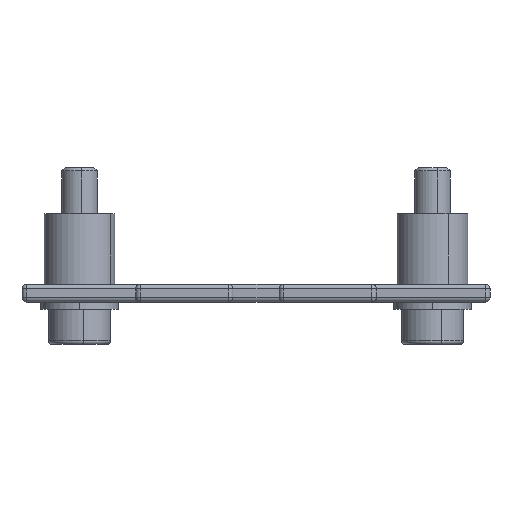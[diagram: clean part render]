
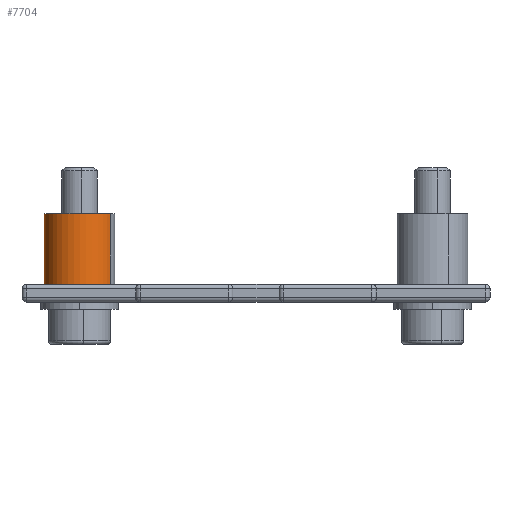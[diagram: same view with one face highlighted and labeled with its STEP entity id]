
A CAD part, front view. The second image highlights one B-rep face of the part: STEP entity #7704.
In plain terms, the highlighted cylindrical face has radius 4 mm (diameter 8 mm), a partial arc.
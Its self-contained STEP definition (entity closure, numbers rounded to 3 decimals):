
#357 = DIRECTION ( 'NONE',  ( 0., 1., 0. ) ) ;
#634 = AXIS2_PLACEMENT_3D ( 'NONE', #7832, #842, #8549 ) ;
#739 = EDGE_CURVE ( 'NONE', #3791, #5656, #8127, .T. ) ;
#842 = DIRECTION ( 'NONE',  ( 0., 1., 0. ) ) ;
#1342 = DIRECTION ( 'NONE',  ( 0., 1., 0. ) ) ;
#1898 = CARTESIAN_POINT ( 'NONE',  ( 0., 0., 0. ) ) ;
#3455 = DIRECTION ( 'NONE',  ( 0., 0., 1. ) ) ;
#3628 = ORIENTED_EDGE ( 'NONE', *, *, #5256, .T. ) ;
#3791 = VERTEX_POINT ( 'NONE', #5057 ) ;
#3943 = EDGE_CURVE ( 'NONE', #3791, #9631, #9931, .T. ) ;
#4346 = ORIENTED_EDGE ( 'NONE', *, *, #739, .T. ) ;
#4368 = DIRECTION ( 'NONE',  ( 0., 1., 0. ) ) ;
#4389 = ORIENTED_EDGE ( 'NONE', *, *, #3943, .F. ) ;
#4494 = CARTESIAN_POINT ( 'NONE',  ( 0., -8., 4. ) ) ;
#5057 = CARTESIAN_POINT ( 'NONE',  ( 0., -8., 4. ) ) ;
#5146 = EDGE_CURVE ( 'NONE', #9631, #10020, #6695, .T. ) ;
#5256 = EDGE_CURVE ( 'NONE', #5656, #10020, #6064, .T. ) ;
#5382 = EDGE_LOOP ( 'NONE', ( #4346, #3628, #8281, #4389 ) ) ;
#5656 = VERTEX_POINT ( 'NONE', #9745 ) ;
#5769 = DIRECTION ( 'NONE',  ( 0., 0., 1. ) ) ;
#5871 = VECTOR ( 'NONE', #4368, 1000. ) ;
#6064 = LINE ( 'NONE', #8208, #5871 ) ;
#6695 = CIRCLE ( 'NONE', #7336, 4. ) ;
#6732 = VECTOR ( 'NONE', #1342, 1000. ) ;
#7336 = AXIS2_PLACEMENT_3D ( 'NONE', #1898, #357, #3455 ) ;
#7704 = ADVANCED_FACE ( 'NONE', ( #8339 ), #9828, .T. ) ;
#7832 = CARTESIAN_POINT ( 'NONE',  ( 0., -8., 0. ) ) ;
#8127 = CIRCLE ( 'NONE', #634, 4. ) ;
#8208 = CARTESIAN_POINT ( 'NONE',  ( 0., -8., -4. ) ) ;
#8277 = CARTESIAN_POINT ( 'NONE',  ( 0., 0., 4. ) ) ;
#8281 = ORIENTED_EDGE ( 'NONE', *, *, #5146, .F. ) ;
#8339 = FACE_OUTER_BOUND ( 'NONE', #5382, .T. ) ;
#8549 = DIRECTION ( 'NONE',  ( 0., 0., 1. ) ) ;
#9109 = DIRECTION ( 'NONE',  ( 0., 1., 0. ) ) ;
#9303 = AXIS2_PLACEMENT_3D ( 'NONE', #9882, #9109, #5769 ) ;
#9631 = VERTEX_POINT ( 'NONE', #8277 ) ;
#9745 = CARTESIAN_POINT ( 'NONE',  ( 0., -8., -4. ) ) ;
#9828 = CYLINDRICAL_SURFACE ( 'NONE', #9303, 4. ) ;
#9882 = CARTESIAN_POINT ( 'NONE',  ( 0., -8., 0. ) ) ;
#9931 = LINE ( 'NONE', #4494, #6732 ) ;
#9998 = CARTESIAN_POINT ( 'NONE',  ( 0., 0., -4. ) ) ;
#10020 = VERTEX_POINT ( 'NONE', #9998 ) ;
